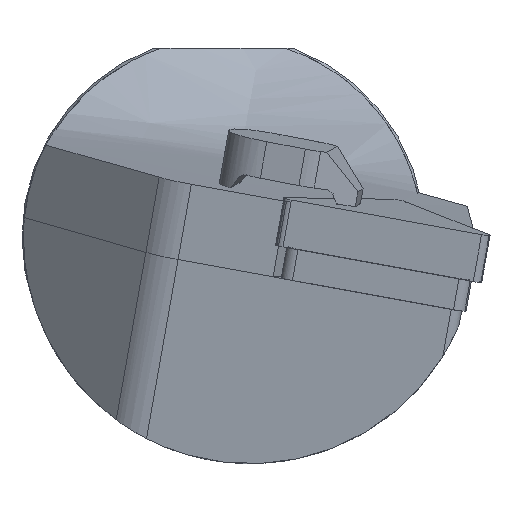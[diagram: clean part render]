
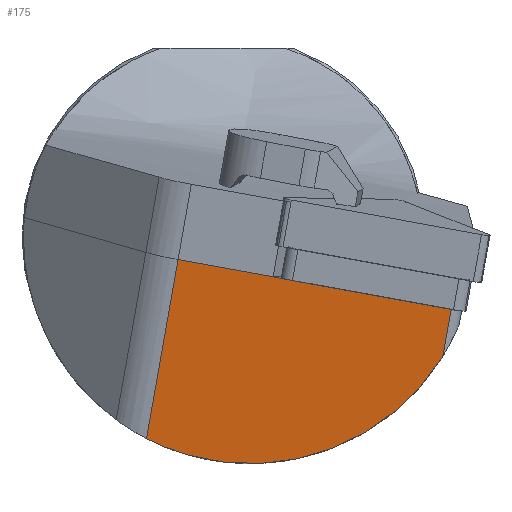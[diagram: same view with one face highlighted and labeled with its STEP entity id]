
A CAD part, left-side view. The second image highlights one B-rep face of the part: STEP entity #175.
In plain terms, the highlighted planar face has unit normal (-0.993, 0.069, -0.094).
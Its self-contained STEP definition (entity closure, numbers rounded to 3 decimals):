
#164=ELLIPSE('',#1166,22.654,22.5);
#175=ADVANCED_FACE('',(#270),#234,.T.);
#234=PLANE('',#1170);
#270=FACE_OUTER_BOUND('',#329,.T.);
#329=EDGE_LOOP('',(#574,#575,#576,#577,#578,#579));
#389=LINE('',#1561,#472);
#394=LINE('',#1612,#477);
#395=LINE('',#1614,#478);
#396=LINE('',#1616,#479);
#397=LINE('',#1617,#480);
#472=VECTOR('',#1267,1.);
#477=VECTOR('',#1294,1.);
#478=VECTOR('',#1295,1.);
#479=VECTOR('',#1296,1.);
#480=VECTOR('',#1297,1.);
#574=ORIENTED_EDGE('',*,*,#985,.T.);
#575=ORIENTED_EDGE('',*,*,#969,.T.);
#576=ORIENTED_EDGE('',*,*,#986,.T.);
#577=ORIENTED_EDGE('',*,*,#987,.T.);
#578=ORIENTED_EDGE('',*,*,#978,.F.);
#579=ORIENTED_EDGE('',*,*,#988,.F.);
#867=VERTEX_POINT('',#1558);
#868=VERTEX_POINT('',#1560);
#876=VERTEX_POINT('',#1591);
#877=VERTEX_POINT('',#1593);
#882=VERTEX_POINT('',#1613);
#883=VERTEX_POINT('',#1615);
#969=EDGE_CURVE('',#867,#868,#389,.T.);
#978=EDGE_CURVE('',#876,#877,#164,.T.);
#985=EDGE_CURVE('',#882,#867,#394,.T.);
#986=EDGE_CURVE('',#868,#883,#395,.T.);
#987=EDGE_CURVE('',#883,#877,#396,.T.);
#988=EDGE_CURVE('',#882,#876,#397,.T.);
#1166=AXIS2_PLACEMENT_3D('',#1592,#1283,#1284);
#1170=AXIS2_PLACEMENT_3D('',#1618,#1298,#1299);
#1267=DIRECTION('',(0.051,0.983,0.179));
#1283=DIRECTION('',(0.993,-0.069,0.094));
#1284=DIRECTION('',(-0.117,-0.589,0.8));
#1294=DIRECTION('',(0.051,0.983,0.179));
#1295=DIRECTION('',(0.051,0.983,0.179));
#1296=DIRECTION('',(0.105,0.173,-0.979));
#1297=DIRECTION('',(0.105,0.173,-0.979));
#1298=DIRECTION('',(-0.993,0.069,-0.094));
#1299=DIRECTION('',(-0.094,0.,0.996));
#1558=CARTESIAN_POINT('',(-244.998,0.41,-4.176));
#1560=CARTESIAN_POINT('',(-244.931,1.687,-3.944));
#1561=CARTESIAN_POINT('',(-244.437,11.128,-2.226));
#1591=CARTESIAN_POINT('',(-245.363,-15.18,-11.801));
#1592=CARTESIAN_POINT('',(-245.144,3.977,0.));
#1593=CARTESIAN_POINT('',(-242.538,14.264,-20.011));
#1612=CARTESIAN_POINT('',(-244.437,11.128,-2.226));
#1613=CARTESIAN_POINT('',(-245.858,-15.998,-7.161));
#1614=CARTESIAN_POINT('',(-244.437,11.128,-2.226));
#1615=CARTESIAN_POINT('',(-244.437,11.128,-2.226));
#1616=CARTESIAN_POINT('',(-288.758,-62.099,413.061));
#1617=CARTESIAN_POINT('',(-290.18,-89.224,408.127));
#1618=CARTESIAN_POINT('',(-288.758,-62.099,413.061));
